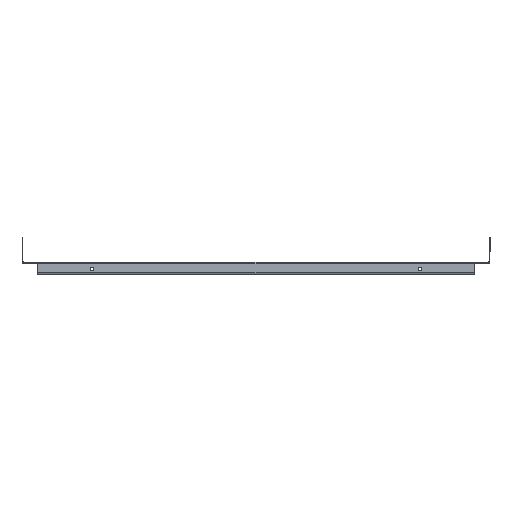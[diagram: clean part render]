
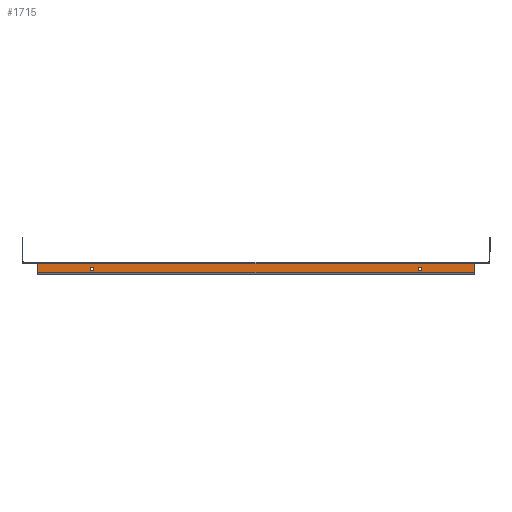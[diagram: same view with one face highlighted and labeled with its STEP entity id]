
A CAD part, top view. The second image highlights one B-rep face of the part: STEP entity #1715.
In plain terms, the highlighted planar face has unit normal (0, 0, 1).
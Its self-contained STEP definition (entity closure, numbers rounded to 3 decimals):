
#8 = CARTESIAN_POINT ( 'NONE',  ( -202.25, -7.2, 175. ) ) ;
#80 = CARTESIAN_POINT ( 'NONE',  ( -265.8, 0., 175. ) ) ;
#188 = DIRECTION ( 'NONE',  ( 1., 0., 0. ) ) ;
#218 = CARTESIAN_POINT ( 'NONE',  ( -265.8, -0.5, 175. ) ) ;
#269 = ORIENTED_EDGE ( 'NONE', *, *, #6634, .F. ) ;
#412 = FACE_BOUND ( 'NONE', #5933, .T. ) ;
#613 = DIRECTION ( 'NONE',  ( 1., 0., 0. ) ) ;
#797 = CIRCLE ( 'NONE', #9460, 2.25 ) ;
#882 = ORIENTED_EDGE ( 'NONE', *, *, #1123, .F. ) ;
#920 = CARTESIAN_POINT ( 'NONE',  ( -200., -7.2, 175. ) ) ;
#956 = LINE ( 'NONE', #80, #9545 ) ;
#1123 = EDGE_CURVE ( 'NONE', #9331, #2315, #797, .T. ) ;
#1173 = CARTESIAN_POINT ( 'NONE',  ( 202.25, -7.2, 175. ) ) ;
#1243 = CARTESIAN_POINT ( 'NONE',  ( 265.8, -0.5, 175. ) ) ;
#1269 = VECTOR ( 'NONE', #6008, 1000. ) ;
#1398 = DIRECTION ( 'NONE',  ( 0., 0., 1. ) ) ;
#1478 = CIRCLE ( 'NONE', #7975, 2.25 ) ;
#1531 = DIRECTION ( 'NONE',  ( 0., 0., 1. ) ) ;
#1647 = CARTESIAN_POINT ( 'NONE',  ( 265.8, 0., 175. ) ) ;
#1715 = ADVANCED_FACE ( 'NONE', ( #8454, #1864, #412 ), #9228, .F. ) ;
#1725 = VECTOR ( 'NONE', #3929, 1000. ) ;
#1769 = CARTESIAN_POINT ( 'NONE',  ( -265.8, 0., 175. ) ) ;
#1864 = FACE_BOUND ( 'NONE', #2892, .T. ) ;
#1941 = VECTOR ( 'NONE', #4316, 1000. ) ;
#1972 = VERTEX_POINT ( 'NONE', #4572 ) ;
#2208 = CARTESIAN_POINT ( 'NONE',  ( 200., -7.2, 175. ) ) ;
#2315 = VERTEX_POINT ( 'NONE', #8 ) ;
#2325 = ORIENTED_EDGE ( 'NONE', *, *, #2759, .F. ) ;
#2673 = ORIENTED_EDGE ( 'NONE', *, *, #2801, .F. ) ;
#2759 = EDGE_CURVE ( 'NONE', #3685, #3388, #5378, .T. ) ;
#2801 = EDGE_CURVE ( 'NONE', #3388, #1972, #8231, .T. ) ;
#2892 = EDGE_LOOP ( 'NONE', ( #882, #4772 ) ) ;
#3068 = AXIS2_PLACEMENT_3D ( 'NONE', #2208, #1398, #4306 ) ;
#3388 = VERTEX_POINT ( 'NONE', #1243 ) ;
#3558 = EDGE_CURVE ( 'NONE', #2315, #9331, #7640, .T. ) ;
#3685 = VERTEX_POINT ( 'NONE', #218 ) ;
#3850 = DIRECTION ( 'NONE',  ( 0., 0., 1. ) ) ;
#3929 = DIRECTION ( 'NONE',  ( 1., 0., 0. ) ) ;
#4251 = CARTESIAN_POINT ( 'NONE',  ( -197.75, -7.2, 175. ) ) ;
#4273 = EDGE_LOOP ( 'NONE', ( #2673, #2325, #4843, #6843 ) ) ;
#4306 = DIRECTION ( 'NONE',  ( 1., 0., 0. ) ) ;
#4316 = DIRECTION ( 'NONE',  ( -1., 0., 0. ) ) ;
#4572 = CARTESIAN_POINT ( 'NONE',  ( 265.8, -12.1, 175. ) ) ;
#4621 = CIRCLE ( 'NONE', #3068, 2.25 ) ;
#4723 = DIRECTION ( 'NONE',  ( 0., 0., -1. ) ) ;
#4772 = ORIENTED_EDGE ( 'NONE', *, *, #3558, .F. ) ;
#4843 = ORIENTED_EDGE ( 'NONE', *, *, #5573, .F. ) ;
#4860 = CARTESIAN_POINT ( 'NONE',  ( 197.75, -7.2, 175. ) ) ;
#4880 = VERTEX_POINT ( 'NONE', #1173 ) ;
#4970 = EDGE_CURVE ( 'NONE', #1972, #9320, #9546, .T. ) ;
#5247 = DIRECTION ( 'NONE',  ( 1., 0., 0. ) ) ;
#5378 = LINE ( 'NONE', #8336, #1725 ) ;
#5573 = EDGE_CURVE ( 'NONE', #9320, #3685, #956, .T. ) ;
#5933 = EDGE_LOOP ( 'NONE', ( #269, #7721 ) ) ;
#6008 = DIRECTION ( 'NONE',  ( 0., -1., 0. ) ) ;
#6274 = DIRECTION ( 'NONE',  ( 0., 1., 0. ) ) ;
#6634 = EDGE_CURVE ( 'NONE', #4880, #7336, #4621, .T. ) ;
#6704 = CARTESIAN_POINT ( 'NONE',  ( -200., -7.2, 175. ) ) ;
#6843 = ORIENTED_EDGE ( 'NONE', *, *, #4970, .F. ) ;
#7178 = AXIS2_PLACEMENT_3D ( 'NONE', #6704, #3850, #5247 ) ;
#7334 = CARTESIAN_POINT ( 'NONE',  ( 200., -7.2, 175. ) ) ;
#7336 = VERTEX_POINT ( 'NONE', #4860 ) ;
#7635 = DIRECTION ( 'NONE',  ( 0., 1., 0. ) ) ;
#7640 = CIRCLE ( 'NONE', #7178, 2.25 ) ;
#7721 = ORIENTED_EDGE ( 'NONE', *, *, #8368, .F. ) ;
#7975 = AXIS2_PLACEMENT_3D ( 'NONE', #7334, #1531, #613 ) ;
#8116 = CARTESIAN_POINT ( 'NONE',  ( -265.8, -12.1, 175. ) ) ;
#8231 = LINE ( 'NONE', #1647, #1269 ) ;
#8336 = CARTESIAN_POINT ( 'NONE',  ( -265.8, -0.5, 175. ) ) ;
#8368 = EDGE_CURVE ( 'NONE', #7336, #4880, #1478, .T. ) ;
#8454 = FACE_OUTER_BOUND ( 'NONE', #4273, .T. ) ;
#8689 = AXIS2_PLACEMENT_3D ( 'NONE', #1769, #4723, #6274 ) ;
#8906 = DIRECTION ( 'NONE',  ( 0., 0., 1. ) ) ;
#8911 = CARTESIAN_POINT ( 'NONE',  ( -265.8, -12.1, 175. ) ) ;
#9228 = PLANE ( 'NONE',  #8689 ) ;
#9320 = VERTEX_POINT ( 'NONE', #8116 ) ;
#9331 = VERTEX_POINT ( 'NONE', #4251 ) ;
#9460 = AXIS2_PLACEMENT_3D ( 'NONE', #920, #8906, #188 ) ;
#9545 = VECTOR ( 'NONE', #7635, 1000. ) ;
#9546 = LINE ( 'NONE', #8911, #1941 ) ;
